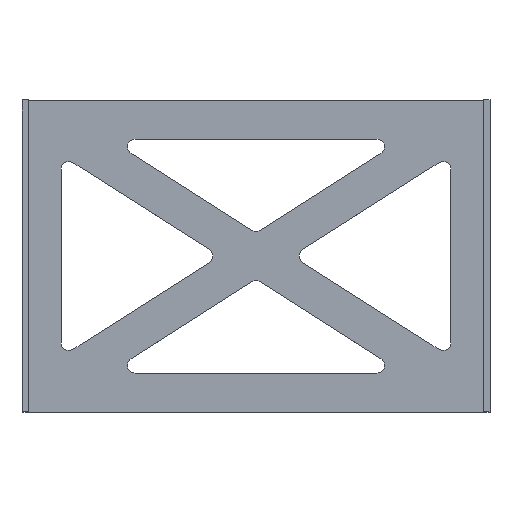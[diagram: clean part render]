
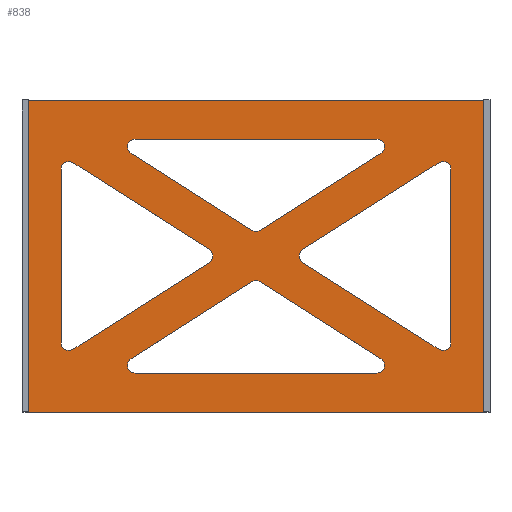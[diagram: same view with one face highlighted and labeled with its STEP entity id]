
A CAD part, top view. The second image highlights one B-rep face of the part: STEP entity #838.
In plain terms, the highlighted planar face has unit normal (0, 0, 1).
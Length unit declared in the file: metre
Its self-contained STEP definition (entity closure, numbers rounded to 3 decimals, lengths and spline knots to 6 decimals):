
#34=LINE('',#1240,#108);
#35=LINE('',#1244,#109);
#36=LINE('',#1248,#110);
#37=LINE('',#1252,#111);
#38=LINE('',#1256,#112);
#39=LINE('',#1260,#113);
#40=LINE('',#1261,#114);
#41=LINE('',#1264,#115);
#42=LINE('',#1266,#116);
#43=LINE('',#1268,#117);
#44=LINE('',#1272,#118);
#45=LINE('',#1276,#119);
#46=LINE('',#1280,#120);
#47=LINE('',#1284,#121);
#48=LINE('',#1288,#122);
#49=LINE('',#1292,#123);
#108=VECTOR('',#989,1.);
#109=VECTOR('',#992,1.);
#110=VECTOR('',#995,1.);
#111=VECTOR('',#998,1.);
#112=VECTOR('',#1001,1.);
#113=VECTOR('',#1004,1.);
#114=VECTOR('',#1005,1.);
#115=VECTOR('',#1006,1.);
#116=VECTOR('',#1007,1.);
#117=VECTOR('',#1008,1.);
#118=VECTOR('',#1011,1.);
#119=VECTOR('',#1014,1.);
#120=VECTOR('',#1017,1.);
#121=VECTOR('',#1020,1.);
#122=VECTOR('',#1023,1.);
#123=VECTOR('',#1026,1.);
#182=ORIENTED_EDGE('',*,*,#418,.F.);
#183=ORIENTED_EDGE('',*,*,#419,.F.);
#184=ORIENTED_EDGE('',*,*,#420,.F.);
#185=ORIENTED_EDGE('',*,*,#421,.F.);
#186=ORIENTED_EDGE('',*,*,#422,.F.);
#187=ORIENTED_EDGE('',*,*,#423,.T.);
#188=ORIENTED_EDGE('',*,*,#424,.F.);
#189=ORIENTED_EDGE('',*,*,#425,.F.);
#190=ORIENTED_EDGE('',*,*,#426,.F.);
#191=ORIENTED_EDGE('',*,*,#427,.T.);
#192=ORIENTED_EDGE('',*,*,#428,.F.);
#193=ORIENTED_EDGE('',*,*,#429,.T.);
#194=ORIENTED_EDGE('',*,*,#430,.F.);
#195=ORIENTED_EDGE('',*,*,#431,.F.);
#196=ORIENTED_EDGE('',*,*,#432,.T.);
#197=ORIENTED_EDGE('',*,*,#433,.T.);
#198=ORIENTED_EDGE('',*,*,#434,.F.);
#199=ORIENTED_EDGE('',*,*,#435,.T.);
#200=ORIENTED_EDGE('',*,*,#436,.F.);
#201=ORIENTED_EDGE('',*,*,#437,.F.);
#202=ORIENTED_EDGE('',*,*,#438,.F.);
#203=ORIENTED_EDGE('',*,*,#439,.F.);
#204=ORIENTED_EDGE('',*,*,#440,.F.);
#205=ORIENTED_EDGE('',*,*,#441,.T.);
#206=ORIENTED_EDGE('',*,*,#442,.F.);
#207=ORIENTED_EDGE('',*,*,#443,.T.);
#208=ORIENTED_EDGE('',*,*,#444,.F.);
#209=ORIENTED_EDGE('',*,*,#445,.F.);
#418=EDGE_CURVE('',#536,#537,#620,.T.);
#419=EDGE_CURVE('',#538,#536,#34,.T.);
#420=EDGE_CURVE('',#539,#538,#621,.T.);
#421=EDGE_CURVE('',#540,#539,#35,.T.);
#422=EDGE_CURVE('',#541,#540,#622,.T.);
#423=EDGE_CURVE('',#541,#537,#36,.T.);
#424=EDGE_CURVE('',#542,#543,#623,.T.);
#425=EDGE_CURVE('',#544,#542,#37,.T.);
#426=EDGE_CURVE('',#545,#544,#624,.T.);
#427=EDGE_CURVE('',#545,#546,#38,.T.);
#428=EDGE_CURVE('',#547,#546,#625,.T.);
#429=EDGE_CURVE('',#547,#543,#39,.T.);
#430=EDGE_CURVE('',#548,#549,#40,.T.);
#431=EDGE_CURVE('',#550,#548,#41,.T.);
#432=EDGE_CURVE('',#550,#551,#42,.T.);
#433=EDGE_CURVE('',#551,#549,#43,.T.);
#434=EDGE_CURVE('',#552,#553,#626,.T.);
#435=EDGE_CURVE('',#552,#554,#44,.T.);
#436=EDGE_CURVE('',#555,#554,#627,.T.);
#437=EDGE_CURVE('',#556,#555,#45,.T.);
#438=EDGE_CURVE('',#557,#556,#628,.T.);
#439=EDGE_CURVE('',#553,#557,#46,.T.);
#440=EDGE_CURVE('',#558,#559,#629,.T.);
#441=EDGE_CURVE('',#558,#560,#47,.T.);
#442=EDGE_CURVE('',#561,#560,#630,.T.);
#443=EDGE_CURVE('',#561,#562,#48,.T.);
#444=EDGE_CURVE('',#563,#562,#631,.T.);
#445=EDGE_CURVE('',#559,#563,#49,.T.);
#536=VERTEX_POINT('',#1238);
#537=VERTEX_POINT('',#1239);
#538=VERTEX_POINT('',#1241);
#539=VERTEX_POINT('',#1243);
#540=VERTEX_POINT('',#1245);
#541=VERTEX_POINT('',#1247);
#542=VERTEX_POINT('',#1250);
#543=VERTEX_POINT('',#1251);
#544=VERTEX_POINT('',#1253);
#545=VERTEX_POINT('',#1255);
#546=VERTEX_POINT('',#1257);
#547=VERTEX_POINT('',#1259);
#548=VERTEX_POINT('',#1262);
#549=VERTEX_POINT('',#1263);
#550=VERTEX_POINT('',#1265);
#551=VERTEX_POINT('',#1267);
#552=VERTEX_POINT('',#1270);
#553=VERTEX_POINT('',#1271);
#554=VERTEX_POINT('',#1273);
#555=VERTEX_POINT('',#1275);
#556=VERTEX_POINT('',#1277);
#557=VERTEX_POINT('',#1279);
#558=VERTEX_POINT('',#1282);
#559=VERTEX_POINT('',#1283);
#560=VERTEX_POINT('',#1285);
#561=VERTEX_POINT('',#1287);
#562=VERTEX_POINT('',#1289);
#563=VERTEX_POINT('',#1291);
#620=CIRCLE('',#896,0.00254);
#621=CIRCLE('',#897,0.00254);
#622=CIRCLE('',#898,0.00254);
#623=CIRCLE('',#899,0.00254);
#624=CIRCLE('',#900,0.00254);
#625=CIRCLE('',#901,0.00254);
#626=CIRCLE('',#902,0.00254);
#627=CIRCLE('',#903,0.00254);
#628=CIRCLE('',#904,0.00254);
#629=CIRCLE('',#905,0.00254);
#630=CIRCLE('',#906,0.00254);
#631=CIRCLE('',#907,0.00254);
#664=EDGE_LOOP('',(#182,#183,#184,#185,#186,#187));
#665=EDGE_LOOP('',(#188,#189,#190,#191,#192,#193));
#666=EDGE_LOOP('',(#194,#195,#196,#197));
#667=EDGE_LOOP('',(#198,#199,#200,#201,#202,#203));
#668=EDGE_LOOP('',(#204,#205,#206,#207,#208,#209));
#740=FACE_BOUND('',#664,.T.);
#741=FACE_BOUND('',#665,.T.);
#742=FACE_BOUND('',#666,.T.);
#743=FACE_BOUND('',#667,.T.);
#744=FACE_BOUND('',#668,.T.);
#816=PLANE('',#895);
#838=ADVANCED_FACE('',(#740,#741,#742,#743,#744),#816,.T.);
#895=AXIS2_PLACEMENT_3D('',#1236,#985,#986);
#896=AXIS2_PLACEMENT_3D('',#1237,#987,#988);
#897=AXIS2_PLACEMENT_3D('',#1242,#990,#991);
#898=AXIS2_PLACEMENT_3D('',#1246,#993,#994);
#899=AXIS2_PLACEMENT_3D('',#1249,#996,#997);
#900=AXIS2_PLACEMENT_3D('',#1254,#999,#1000);
#901=AXIS2_PLACEMENT_3D('',#1258,#1002,#1003);
#902=AXIS2_PLACEMENT_3D('',#1269,#1009,#1010);
#903=AXIS2_PLACEMENT_3D('',#1274,#1012,#1013);
#904=AXIS2_PLACEMENT_3D('',#1278,#1015,#1016);
#905=AXIS2_PLACEMENT_3D('',#1281,#1018,#1019);
#906=AXIS2_PLACEMENT_3D('',#1286,#1021,#1022);
#907=AXIS2_PLACEMENT_3D('',#1290,#1024,#1025);
#985=DIRECTION('',(0.,0.,1.));
#986=DIRECTION('',(1.,0.,0.));
#987=DIRECTION('',(0.,0.,1.));
#988=DIRECTION('',(1.,0.,0.));
#989=DIRECTION('',(1.,0.,0.));
#990=DIRECTION('',(0.,0.,1.));
#991=DIRECTION('',(1.,0.,0.));
#992=DIRECTION('',(-0.844,-0.537,0.));
#993=DIRECTION('',(0.,0.,1.));
#994=DIRECTION('',(1.,0.,0.));
#995=DIRECTION('',(0.844,-0.537,0.));
#996=DIRECTION('',(0.,0.,1.));
#997=DIRECTION('',(1.,0.,0.));
#998=DIRECTION('',(0.,-1.,0.));
#999=DIRECTION('',(0.,0.,1.));
#1000=DIRECTION('',(1.,0.,0.));
#1001=DIRECTION('',(0.844,-0.537,0.));
#1002=DIRECTION('',(0.,0.,1.));
#1003=DIRECTION('',(1.,0.,0.));
#1004=DIRECTION('',(-0.844,-0.537,0.));
#1005=DIRECTION('',(-1.,0.,0.));
#1006=DIRECTION('',(0.,-1.,0.));
#1007=DIRECTION('',(-1.,0.,0.));
#1008=DIRECTION('',(0.,-1.,0.));
#1009=DIRECTION('',(0.,0.,1.));
#1010=DIRECTION('',(1.,0.,0.));
#1011=DIRECTION('',(0.,-1.,0.));
#1012=DIRECTION('',(0.,0.,1.));
#1013=DIRECTION('',(1.,0.,0.));
#1014=DIRECTION('',(0.844,-0.537,0.));
#1015=DIRECTION('',(0.,0.,1.));
#1016=DIRECTION('',(1.,0.,0.));
#1017=DIRECTION('',(-0.844,-0.537,0.));
#1018=DIRECTION('',(0.,0.,1.));
#1019=DIRECTION('',(1.,0.,0.));
#1020=DIRECTION('',(1.,0.,0.));
#1021=DIRECTION('',(0.,0.,1.));
#1022=DIRECTION('',(1.,0.,0.));
#1023=DIRECTION('',(-0.844,-0.537,0.));
#1024=DIRECTION('',(0.,0.,1.));
#1025=DIRECTION('',(1.,0.,0.));
#1026=DIRECTION('',(0.844,-0.537,0.));
#1236=CARTESIAN_POINT('',(0.,0.1016,0.002032));
#1237=CARTESIAN_POINT('',(0.039321,0.01524,0.002032));
#1238=CARTESIAN_POINT('',(0.039321,0.0127,0.002032));
#1239=CARTESIAN_POINT('',(0.040685,0.017383,0.002032));
#1240=CARTESIAN_POINT('',(0.,0.0127,0.002032));
#1241=CARTESIAN_POINT('',(-0.039321,0.0127,0.002032));
#1242=CARTESIAN_POINT('',(-0.039321,0.01524,0.002032));
#1243=CARTESIAN_POINT('',(-0.040685,0.017383,0.002032));
#1244=CARTESIAN_POINT('',(0.003409,0.045443,0.002032));
#1245=CARTESIAN_POINT('',(-0.001364,0.042405,0.002032));
#1246=CARTESIAN_POINT('',(0.,0.040263,0.002032));
#1247=CARTESIAN_POINT('',(0.001364,0.042405,0.002032));
#1248=CARTESIAN_POINT('',(-0.003409,0.045443,0.002032));
#1249=CARTESIAN_POINT('',(-0.06096,0.022545,0.002032));
#1250=CARTESIAN_POINT('',(-0.0635,0.022545,0.002032));
#1251=CARTESIAN_POINT('',(-0.059596,0.020402,0.002032));
#1252=CARTESIAN_POINT('',(-0.0635,0.0508,0.002032));
#1253=CARTESIAN_POINT('',(-0.0635,0.079055,0.002032));
#1254=CARTESIAN_POINT('',(-0.06096,0.079055,0.002032));
#1255=CARTESIAN_POINT('',(-0.059596,0.081198,0.002032));
#1256=CARTESIAN_POINT('',(-0.003409,0.045443,0.002032));
#1257=CARTESIAN_POINT('',(-0.015195,0.052943,0.002032));
#1258=CARTESIAN_POINT('',(-0.016559,0.0508,0.002032));
#1259=CARTESIAN_POINT('',(-0.015195,0.048657,0.002032));
#1260=CARTESIAN_POINT('',(-0.003409,0.056157,0.002032));
#1261=CARTESIAN_POINT('',(0.,0.,0.002032));
#1262=CARTESIAN_POINT('',(0.074168,0.,0.002032));
#1263=CARTESIAN_POINT('',(-0.074168,0.,0.002032));
#1264=CARTESIAN_POINT('',(0.074168,0.1016,0.002032));
#1265=CARTESIAN_POINT('',(0.074168,0.1016,0.002032));
#1266=CARTESIAN_POINT('',(0.,0.1016,0.002032));
#1267=CARTESIAN_POINT('',(-0.074168,0.1016,0.002032));
#1268=CARTESIAN_POINT('',(-0.074168,0.1016,0.002032));
#1269=CARTESIAN_POINT('',(0.06096,0.079055,0.002032));
#1270=CARTESIAN_POINT('',(0.0635,0.079055,0.002032));
#1271=CARTESIAN_POINT('',(0.059596,0.081198,0.002032));
#1272=CARTESIAN_POINT('',(0.0635,0.0508,0.002032));
#1273=CARTESIAN_POINT('',(0.0635,0.022545,0.002032));
#1274=CARTESIAN_POINT('',(0.06096,0.022545,0.002032));
#1275=CARTESIAN_POINT('',(0.059596,0.020402,0.002032));
#1276=CARTESIAN_POINT('',(0.003409,0.056157,0.002032));
#1277=CARTESIAN_POINT('',(0.015195,0.048657,0.002032));
#1278=CARTESIAN_POINT('',(0.016559,0.0508,0.002032));
#1279=CARTESIAN_POINT('',(0.015195,0.052943,0.002032));
#1280=CARTESIAN_POINT('',(0.003409,0.045443,0.002032));
#1281=CARTESIAN_POINT('',(-0.039321,0.08636,0.002032));
#1282=CARTESIAN_POINT('',(-0.039321,0.0889,0.002032));
#1283=CARTESIAN_POINT('',(-0.040685,0.084217,0.002032));
#1284=CARTESIAN_POINT('',(0.,0.0889,0.002032));
#1285=CARTESIAN_POINT('',(0.039321,0.0889,0.002032));
#1286=CARTESIAN_POINT('',(0.039321,0.08636,0.002032));
#1287=CARTESIAN_POINT('',(0.040685,0.084217,0.002032));
#1288=CARTESIAN_POINT('',(-0.003409,0.056157,0.002032));
#1289=CARTESIAN_POINT('',(0.001364,0.059195,0.002032));
#1290=CARTESIAN_POINT('',(0.,0.061337,0.002032));
#1291=CARTESIAN_POINT('',(-0.001364,0.059195,0.002032));
#1292=CARTESIAN_POINT('',(0.003409,0.056157,0.002032));
